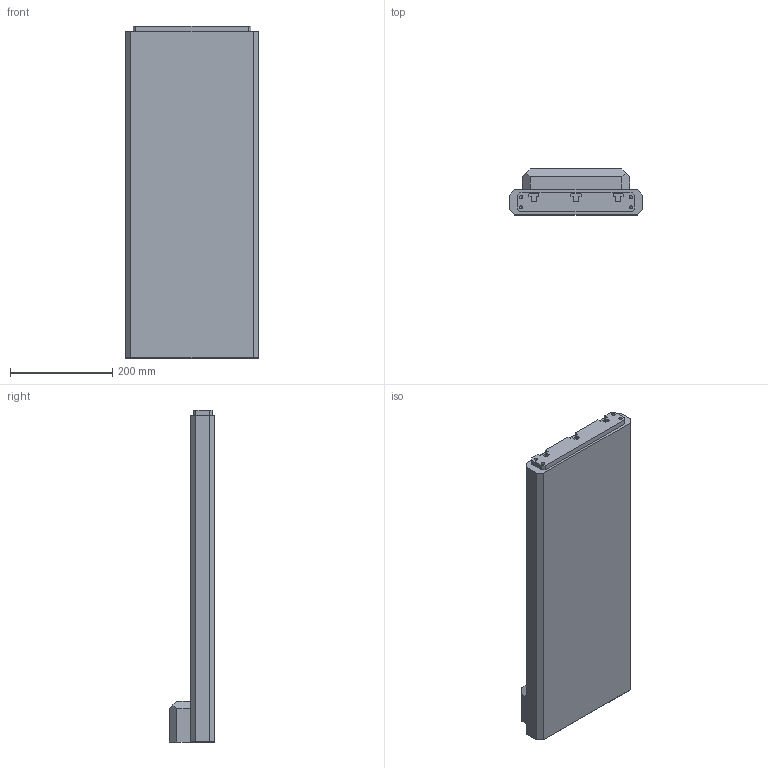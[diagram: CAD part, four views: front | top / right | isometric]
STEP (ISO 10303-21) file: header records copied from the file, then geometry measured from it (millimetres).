
FILE_DESCRIPTION (( 'STEP AP214' ), '1' );
FILE_NAME ('6940020', '2019-02-01T13:40:47', ( '' ), ('JUGARD+KÜNSTNER GmbH'), 'SwSTEP 2.0', 'SolidWorks 2017', '' );
FILE_SCHEMA (( 'AUTOMOTIVE_DESIGN' ));
Length unit declared in the file: millimetre
Products named in the file (1): 6940020_CNAJF00
Bounding box: 260 x 90 x 650 mm (x, y, z)
Volume: 7756086.2 mm3; surface area: 568729.1 mm2
Topology: 1 solids, 1 shells, 119 faces, 328 edges, 198 vertices
Faces by surface type: plane 81, cylinder 22, cone 16
Entity records: 4363 total; most frequent: CARTESIAN_POINT 630, ORIENTED_EDGE 624, DIRECTION 604, EDGE_CURVE 312, LINE 260, VECTOR 260, VERTEX_POINT 198, AXIS2_PLACEMENT_3D 172
